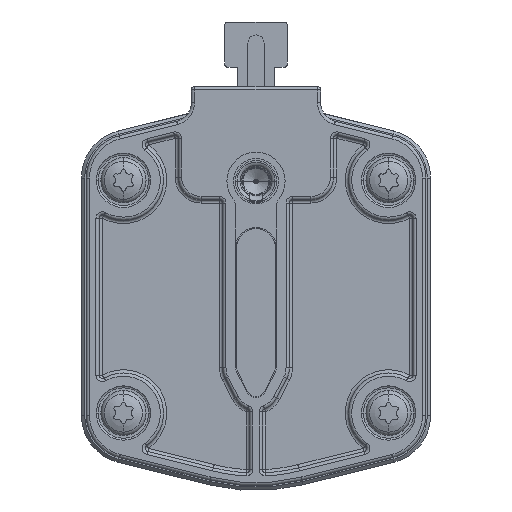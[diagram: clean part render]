
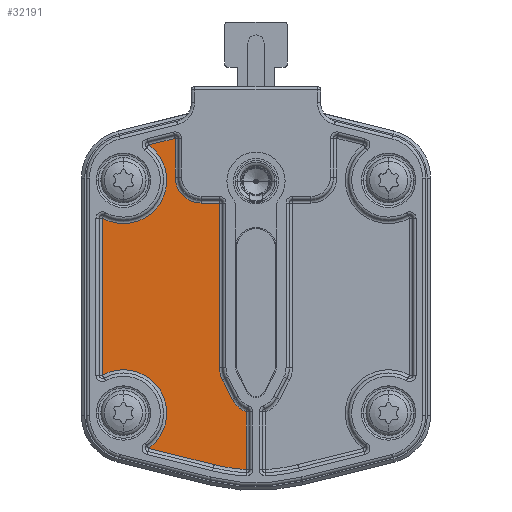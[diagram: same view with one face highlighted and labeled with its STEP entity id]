
A CAD part, front view. The second image highlights one B-rep face of the part: STEP entity #32191.
In plain terms, the highlighted face is planar.
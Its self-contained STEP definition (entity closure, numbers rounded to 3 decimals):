
#25395=DIRECTION('',(0.,1.,0.));
#25396=VECTOR('',#25395,24.282);
#25397=CARTESIAN_POINT('',(-23.75,-12.141,2.));
#25398=LINE('',#25397,#25396);
#25418=CARTESIAN_POINT('',(-20.5,18.,2.));
#25419=DIRECTION('',(0.,0.,1.));
#25420=DIRECTION('',(-0.485,-0.874,0.));
#25421=AXIS2_PLACEMENT_3D('',#25418,#25419,#25420);
#25450=DIRECTION('',(0.97,0.242,0.));
#25451=VECTOR('',#25450,4.231);
#25452=CARTESIAN_POINT('',(-16.605,23.452,2.));
#25453=LINE('',#25452,#25451);
#25503=DIRECTION('',(0.,-1.,0.));
#25504=VECTOR('',#25503,5.998);
#25505=CARTESIAN_POINT('',(-12.5,24.475,2.));
#25506=LINE('',#25505,#25504);
#25518=CARTESIAN_POINT('',(-8.5,18.477,2.));
#25519=DIRECTION('',(0.,0.,1.));
#25520=DIRECTION('',(-1.,0.,0.));
#25521=AXIS2_PLACEMENT_3D('',#25518,#25519,#25520);
#25542=DIRECTION('',(1.,0.,0.));
#25543=VECTOR('',#25542,2.85);
#25544=CARTESIAN_POINT('',(-8.5,14.477,2.));
#25545=LINE('',#25544,#25543);
#25587=DIRECTION('',(0.,-1.,0.));
#25588=VECTOR('',#25587,25.477);
#25589=CARTESIAN_POINT('',(-5.65,14.477,2.));
#25590=LINE('',#25589,#25588);
#25602=CARTESIAN_POINT('',(-1.55,-11.,2.));
#25603=DIRECTION('',(0.,0.,1.));
#25604=DIRECTION('',(-1.,0.,0.));
#25605=AXIS2_PLACEMENT_3D('',#25602,#25603,#25604);
#25626=DIRECTION('',(0.459,-0.888,0.));
#25627=VECTOR('',#25626,3.377);
#25628=CARTESIAN_POINT('',(-5.193,-12.882,2.));
#25629=LINE('',#25628,#25627);
#25648=CARTESIAN_POINT('',(0.,-14.,2.));
#25649=DIRECTION('',(0.,0.,1.));
#25650=DIRECTION('',(-0.888,-0.459,0.));
#25651=AXIS2_PLACEMENT_3D('',#25648,#25649,#25650);
#25688=DIRECTION('',(0.,-1.,0.));
#25689=VECTOR('',#25688,8.915);
#25690=CARTESIAN_POINT('',(-1.5,-17.816,2.));
#25691=LINE('',#25690,#25689);
#25734=CARTESIAN_POINT('',(0.,-0.023,2.));
#25735=DIRECTION('',(0.,0.,-1.));
#25736=DIRECTION('',(-0.056,-0.998,0.));
#25737=AXIS2_PLACEMENT_3D('',#25734,#25735,#25736);
#25750=DIRECTION('',(-0.97,0.242,0.));
#25751=VECTOR('',#25750,10.444);
#25752=CARTESIAN_POINT('',(-6.471,-25.979,2.));
#25753=LINE('',#25752,#25751);
#25788=CARTESIAN_POINT('',(-20.5,-18.,2.));
#25789=DIRECTION('',(0.,0.,1.));
#25790=DIRECTION('',(0.581,-0.814,0.));
#25791=AXIS2_PLACEMENT_3D('',#25788,#25789,#25790);
#28050=CARTESIAN_POINT('',(-16.605,23.452,2.));
#28051=CARTESIAN_POINT('',(-12.5,24.475,2.));
#28052=VERTEX_POINT('',#28050);
#28053=VERTEX_POINT('',#28051);
#28058=CARTESIAN_POINT('',(-8.5,14.477,2.));
#28059=CARTESIAN_POINT('',(-5.65,14.477,2.));
#28060=VERTEX_POINT('',#28058);
#28061=VERTEX_POINT('',#28059);
#28066=CARTESIAN_POINT('',(-12.5,18.477,2.));
#28067=VERTEX_POINT('',#28066);
#28072=CARTESIAN_POINT('',(-3.643,-15.882,2.));
#28073=CARTESIAN_POINT('',(-1.5,-17.816,2.));
#28074=VERTEX_POINT('',#28072);
#28075=VERTEX_POINT('',#28073);
#28080=CARTESIAN_POINT('',(-5.193,-12.882,2.));
#28081=VERTEX_POINT('',#28080);
#28084=CARTESIAN_POINT('',(-5.65,-11.,2.));
#28085=VERTEX_POINT('',#28084);
#28090=CARTESIAN_POINT('',(-1.5,-26.731,2.));
#28091=VERTEX_POINT('',#28090);
#28096=CARTESIAN_POINT('',(-6.471,-25.979,2.));
#28097=CARTESIAN_POINT('',(-16.605,-23.452,2.));
#28098=VERTEX_POINT('',#28096);
#28099=VERTEX_POINT('',#28097);
#28106=CARTESIAN_POINT('',(-23.75,-12.141,2.));
#28107=VERTEX_POINT('',#28106);
#28116=CARTESIAN_POINT('',(-23.75,12.141,2.));
#28117=VERTEX_POINT('',#28116);
#32158=CARTESIAN_POINT('',(0.,0.,2.));
#32159=DIRECTION('',(0.,0.,-1.));
#32160=DIRECTION('',(-1.,0.,0.));
#32161=AXIS2_PLACEMENT_3D('',#32158,#32159,#32160);
#32162=PLANE('',#32161);
#32164=ORIENTED_EDGE('',*,*,#32163,.T.);
#32166=ORIENTED_EDGE('',*,*,#32165,.T.);
#32168=ORIENTED_EDGE('',*,*,#32167,.T.);
#32170=ORIENTED_EDGE('',*,*,#32169,.T.);
#32172=ORIENTED_EDGE('',*,*,#32171,.T.);
#32174=ORIENTED_EDGE('',*,*,#32173,.T.);
#32176=ORIENTED_EDGE('',*,*,#32175,.T.);
#32178=ORIENTED_EDGE('',*,*,#32177,.T.);
#32180=ORIENTED_EDGE('',*,*,#32179,.T.);
#32182=ORIENTED_EDGE('',*,*,#32181,.T.);
#32184=ORIENTED_EDGE('',*,*,#32183,.T.);
#32186=ORIENTED_EDGE('',*,*,#32185,.T.);
#32187=ORIENTED_EDGE('',*,*,#32105,.T.);
#32188=ORIENTED_EDGE('',*,*,#32142,.T.);
#32189=EDGE_LOOP('',(#32164,#32166,#32168,#32170,#32172,#32174,#32176,#32178,
#32180,#32182,#32184,#32186,#32187,#32188));
#32190=FACE_OUTER_BOUND('',#32189,.F.);
#25422=CIRCLE('',#25421,6.7);
#25522=CIRCLE('',#25521,4.);
#25606=CIRCLE('',#25605,4.1);
#25652=CIRCLE('',#25651,4.1);
#25738=CIRCLE('',#25737,26.75);
#25792=CIRCLE('',#25791,6.7);
#32105=EDGE_CURVE('',#28107,#28117,#25398,.T.);
#32142=EDGE_CURVE('',#28117,#28052,#25422,.T.);
#32163=EDGE_CURVE('',#28052,#28053,#25453,.T.);
#32165=EDGE_CURVE('',#28053,#28067,#25506,.T.);
#32167=EDGE_CURVE('',#28067,#28060,#25522,.T.);
#32169=EDGE_CURVE('',#28060,#28061,#25545,.T.);
#32171=EDGE_CURVE('',#28061,#28085,#25590,.T.);
#32173=EDGE_CURVE('',#28085,#28081,#25606,.T.);
#32175=EDGE_CURVE('',#28081,#28074,#25629,.T.);
#32177=EDGE_CURVE('',#28074,#28075,#25652,.T.);
#32179=EDGE_CURVE('',#28075,#28091,#25691,.T.);
#32181=EDGE_CURVE('',#28091,#28098,#25738,.T.);
#32183=EDGE_CURVE('',#28098,#28099,#25753,.T.);
#32185=EDGE_CURVE('',#28099,#28107,#25792,.T.);
#32191=ADVANCED_FACE('',(#32190),#32162,.F.);
